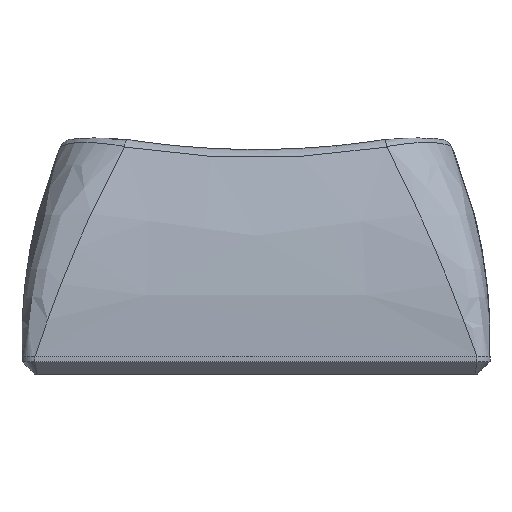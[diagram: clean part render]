
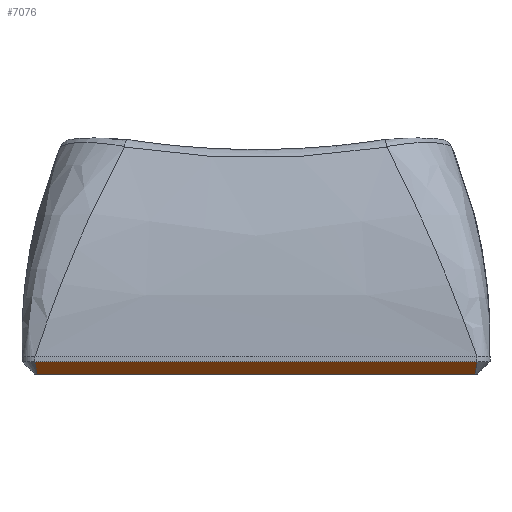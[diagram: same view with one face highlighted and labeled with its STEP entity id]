
A CAD part, front view. The second image highlights one B-rep face of the part: STEP entity #7076.
In plain terms, the highlighted planar face has unit normal (0, -0.707, -0.707).
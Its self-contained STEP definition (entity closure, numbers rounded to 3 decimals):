
#720 = PLANE('',#721);
#721 = AXIS2_PLACEMENT_3D('',#722,#723,#724);
#722 = CARTESIAN_POINT('',(-8.5,-9.,0.672));
#723 = DIRECTION('',(0.,-1.,0.));
#724 = DIRECTION('',(1.,0.,0.));
#1973 = VERTEX_POINT('',#1974);
#1974 = CARTESIAN_POINT('',(-8.5,-9.,0.48));
#2000 = EDGE_CURVE('',#1973,#2001,#2003,.T.);
#2001 = VERTEX_POINT('',#2002);
#2002 = CARTESIAN_POINT('',(8.5,-9.,0.48));
#2003 = SURFACE_CURVE('',#2004,(#2008,#2015),.PCURVE_S1.);
#2004 = LINE('',#2005,#2006);
#2005 = CARTESIAN_POINT('',(-8.5,-9.,0.48));
#2006 = VECTOR('',#2007,1.);
#2007 = DIRECTION('',(1.,0.,0.));
#2008 = PCURVE('',#720,#2009);
#2009 = DEFINITIONAL_REPRESENTATION('',(#2010),#2014);
#2010 = LINE('',#2011,#2012);
#2011 = CARTESIAN_POINT('',(0.,-0.192));
#2012 = VECTOR('',#2013,1.);
#2013 = DIRECTION('',(1.,0.));
#2014 = ( GEOMETRIC_REPRESENTATION_CONTEXT(2) 
PARAMETRIC_REPRESENTATION_CONTEXT() REPRESENTATION_CONTEXT('2D SPACE',''
  ) );
#2015 = PCURVE('',#2016,#2021);
#2016 = PLANE('',#2017);
#2017 = AXIS2_PLACEMENT_3D('',#2018,#2019,#2020);
#2018 = CARTESIAN_POINT('',(-8.5,-8.76,0.24));
#2019 = DIRECTION('',(0.,0.707,0.707)
  );
#2020 = DIRECTION('',(1.,0.,0.));
#2021 = DEFINITIONAL_REPRESENTATION('',(#2022),#2026);
#2022 = LINE('',#2023,#2024);
#2023 = CARTESIAN_POINT('',(0.,-0.339));
#2024 = VECTOR('',#2025,1.);
#2025 = DIRECTION('',(1.,0.));
#2026 = ( GEOMETRIC_REPRESENTATION_CONTEXT(2) 
PARAMETRIC_REPRESENTATION_CONTEXT() REPRESENTATION_CONTEXT('2D SPACE',''
  ) );
#3188 = CONICAL_SURFACE('',#3189,0.7,0.785);
#3189 = AXIS2_PLACEMENT_3D('',#3190,#3191,#3192);
#3190 = CARTESIAN_POINT('',(8.323,-8.323,0.48));
#3191 = DIRECTION('',(-0.,-0.,1.));
#3192 = DIRECTION('',(0.967,-0.253,0.));
#7076 = ADVANCED_FACE('',(#7077),#2016,.F.);
#7077 = FACE_BOUND('',#7078,.F.);
#7078 = EDGE_LOOP('',(#7079,#7114,#7115,#7145));
#7079 = ORIENTED_EDGE('',*,*,#7080,.F.);
#7080 = EDGE_CURVE('',#1973,#7081,#7083,.T.);
#7081 = VERTEX_POINT('',#7082);
#7082 = CARTESIAN_POINT('',(-8.42,-8.52,0.));
#7083 = SURFACE_CURVE('',#7084,(#7089,#7096),.PCURVE_S1.);
#7084 = PARABOLA('',#7085,0.008);
#7085 = AXIS2_PLACEMENT_3D('',#7086,#7087,#7088);
#7086 = CARTESIAN_POINT('',(-8.323,-8.311,
    -0.209));
#7087 = DIRECTION('',(0.,0.707,0.707)
  );
#7088 = DIRECTION('',(0.,-0.707,0.707)
  );
#7089 = PCURVE('',#2016,#7090);
#7090 = DEFINITIONAL_REPRESENTATION('',(#7091),#7095);
#7091 = B_SPLINE_CURVE_WITH_KNOTS('',2,(#7092,#7093,#7094),
  .UNSPECIFIED.,.F.,.F.,(3,3),(-0.177,-0.098),
  .PIECEWISE_BEZIER_KNOTS.);
#7092 = CARTESIAN_POINT('',(0.,-0.339));
#7093 = CARTESIAN_POINT('',(0.04,0.098));
#7094 = CARTESIAN_POINT('',(0.08,0.339));
#7095 = ( GEOMETRIC_REPRESENTATION_CONTEXT(2) 
PARAMETRIC_REPRESENTATION_CONTEXT() REPRESENTATION_CONTEXT('2D SPACE',''
  ) );
#7096 = PCURVE('',#7097,#7102);
#7097 = CONICAL_SURFACE('',#7098,0.7,0.785);
#7098 = AXIS2_PLACEMENT_3D('',#7099,#7100,#7101);
#7099 = CARTESIAN_POINT('',(-8.323,-8.323,0.48));
#7100 = DIRECTION('',(-0.,-0.,1.));
#7101 = DIRECTION('',(-0.253,-0.967,-0.));
#7102 = DEFINITIONAL_REPRESENTATION('',(#7103),#7113);
#7103 = B_SPLINE_CURVE_WITH_KNOTS('',8,(#7104,#7105,#7106,#7107,#7108,
    #7109,#7110,#7111,#7112),.UNSPECIFIED.,.F.,.F.,(9,9),(
    -0.177,-0.098),.PIECEWISE_BEZIER_KNOTS.);
#7104 = CARTESIAN_POINT('',(0.,0.));
#7105 = CARTESIAN_POINT('',(-0.014,-0.077));
#7106 = CARTESIAN_POINT('',(-0.03,-0.15));
#7107 = CARTESIAN_POINT('',(-0.048,-0.217));
#7108 = CARTESIAN_POINT('',(-0.069,-0.28));
#7109 = CARTESIAN_POINT('',(-0.094,-0.337));
#7110 = CARTESIAN_POINT('',(-0.123,-0.39));
#7111 = CARTESIAN_POINT('',(-0.158,-0.437));
#7112 = CARTESIAN_POINT('',(-0.203,-0.48));
#7113 = ( GEOMETRIC_REPRESENTATION_CONTEXT(2) 
PARAMETRIC_REPRESENTATION_CONTEXT() REPRESENTATION_CONTEXT('2D SPACE',''
  ) );
#7114 = ORIENTED_EDGE('',*,*,#2000,.T.);
#7115 = ORIENTED_EDGE('',*,*,#7116,.T.);
#7116 = EDGE_CURVE('',#2001,#7117,#7119,.T.);
#7117 = VERTEX_POINT('',#7118);
#7118 = CARTESIAN_POINT('',(8.42,-8.52,0.));
#7119 = SURFACE_CURVE('',#7120,(#7125,#7132),.PCURVE_S1.);
#7120 = PARABOLA('',#7121,0.008);
#7121 = AXIS2_PLACEMENT_3D('',#7122,#7123,#7124);
#7122 = CARTESIAN_POINT('',(8.323,-8.311,
    -0.209));
#7123 = DIRECTION('',(0.,-0.707,-0.707
    ));
#7124 = DIRECTION('',(0.,-0.707,0.707)
  );
#7125 = PCURVE('',#2016,#7126);
#7126 = DEFINITIONAL_REPRESENTATION('',(#7127),#7131);
#7127 = B_SPLINE_CURVE_WITH_KNOTS('',2,(#7128,#7129,#7130),
  .UNSPECIFIED.,.F.,.F.,(3,3),(-0.177,-0.098),
  .PIECEWISE_BEZIER_KNOTS.);
#7128 = CARTESIAN_POINT('',(17.,-0.339));
#7129 = CARTESIAN_POINT('',(16.96,0.098));
#7130 = CARTESIAN_POINT('',(16.92,0.339));
#7131 = ( GEOMETRIC_REPRESENTATION_CONTEXT(2) 
PARAMETRIC_REPRESENTATION_CONTEXT() REPRESENTATION_CONTEXT('2D SPACE',''
  ) );
#7132 = PCURVE('',#3188,#7133);
#7133 = DEFINITIONAL_REPRESENTATION('',(#7134),#7144);
#7134 = B_SPLINE_CURVE_WITH_KNOTS('',8,(#7135,#7136,#7137,#7138,#7139,
    #7140,#7141,#7142,#7143),.UNSPECIFIED.,.F.,.F.,(9,9),(
    -0.177,-0.098),.PIECEWISE_BEZIER_KNOTS.);
#7135 = CARTESIAN_POINT('',(-1.059,0.));
#7136 = CARTESIAN_POINT('',(-1.045,-0.077));
#7137 = CARTESIAN_POINT('',(-1.029,-0.15));
#7138 = CARTESIAN_POINT('',(-1.01,-0.217));
#7139 = CARTESIAN_POINT('',(-0.99,-0.28));
#7140 = CARTESIAN_POINT('',(-0.965,-0.337));
#7141 = CARTESIAN_POINT('',(-0.936,-0.39));
#7142 = CARTESIAN_POINT('',(-0.901,-0.437));
#7143 = CARTESIAN_POINT('',(-0.856,-0.48));
#7144 = ( GEOMETRIC_REPRESENTATION_CONTEXT(2) 
PARAMETRIC_REPRESENTATION_CONTEXT() REPRESENTATION_CONTEXT('2D SPACE',''
  ) );
#7145 = ORIENTED_EDGE('',*,*,#7146,.F.);
#7146 = EDGE_CURVE('',#7081,#7117,#7147,.T.);
#7147 = SURFACE_CURVE('',#7148,(#7152,#7159),.PCURVE_S1.);
#7148 = LINE('',#7149,#7150);
#7149 = CARTESIAN_POINT('',(-8.5,-8.52,0.));
#7150 = VECTOR('',#7151,1.);
#7151 = DIRECTION('',(1.,0.,0.));
#7152 = PCURVE('',#2016,#7153);
#7153 = DEFINITIONAL_REPRESENTATION('',(#7154),#7158);
#7154 = LINE('',#7155,#7156);
#7155 = CARTESIAN_POINT('',(0.,0.339));
#7156 = VECTOR('',#7157,1.);
#7157 = DIRECTION('',(1.,0.));
#7158 = ( GEOMETRIC_REPRESENTATION_CONTEXT(2) 
PARAMETRIC_REPRESENTATION_CONTEXT() REPRESENTATION_CONTEXT('2D SPACE',''
  ) );
#7159 = PCURVE('',#7160,#7165);
#7160 = PLANE('',#7161);
#7161 = AXIS2_PLACEMENT_3D('',#7162,#7163,#7164);
#7162 = CARTESIAN_POINT('',(8.5,9.,0.));
#7163 = DIRECTION('',(0.,0.,-1.));
#7164 = DIRECTION('',(-1.,0.,0.));
#7165 = DEFINITIONAL_REPRESENTATION('',(#7166),#7170);
#7166 = LINE('',#7167,#7168);
#7167 = CARTESIAN_POINT('',(17.,-17.52));
#7168 = VECTOR('',#7169,1.);
#7169 = DIRECTION('',(-1.,0.));
#7170 = ( GEOMETRIC_REPRESENTATION_CONTEXT(2) 
PARAMETRIC_REPRESENTATION_CONTEXT() REPRESENTATION_CONTEXT('2D SPACE',''
  ) );
